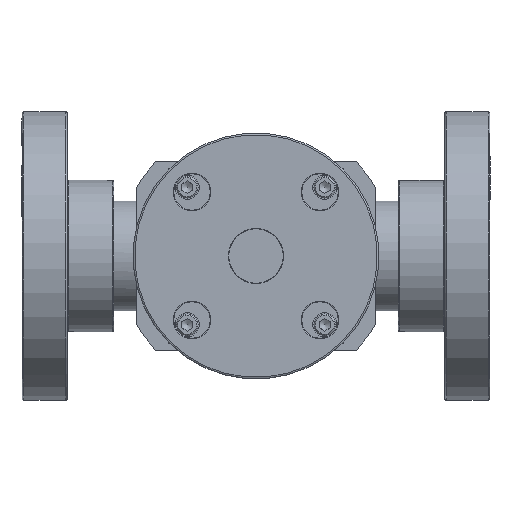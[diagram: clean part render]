
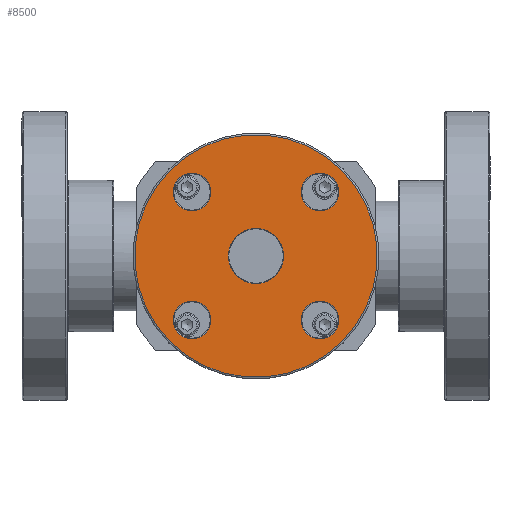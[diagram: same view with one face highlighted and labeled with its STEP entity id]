
A CAD part, front view. The second image highlights one B-rep face of the part: STEP entity #8500.
In plain terms, the highlighted planar face has unit normal (0, -1, 0).
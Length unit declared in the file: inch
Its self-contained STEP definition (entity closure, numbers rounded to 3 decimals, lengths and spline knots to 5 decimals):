
#8394=CARTESIAN_POINT('',(-1.48139,-1.843,1.48139));
#8395=VERTEX_POINT('',#8394);
#8396=CARTESIAN_POINT('',(0.,-1.843,0.));
#8397=DIRECTION('',(0.,1.0,0.));
#8398=DIRECTION('',(0.707,0.,-0.707));
#8399=AXIS2_PLACEMENT_3D('',#8396,#8397,#8398);
#8400=CIRCLE('',#8399,2.095);
#8401=EDGE_CURVE('',#8395,#8395,#8400,.T.);
#8437=CARTESIAN_POINT('',(-0.91676,-1.843,0.91676));
#8438=DIRECTION('',(0.0,-1.0,0.0));
#8439=DIRECTION('',(0.707,0.0,0.707));
#8440=AXIS2_PLACEMENT_3D('',#8437,#8438,#8439);
#8441=PLANE('',#8440);
#8442=ORIENTED_EDGE('',*,*,#8401,.F.);
#8443=EDGE_LOOP('',(#8442));
#8444=FACE_OUTER_BOUND('',#8443,.T.);
#8445=CARTESIAN_POINT('',(0.87504,-1.843,1.33466));
#8446=VERTEX_POINT('',#8445);
#8447=CARTESIAN_POINT('',(1.10485,-1.843,1.10485));
#8448=DIRECTION('',(0.,-1.0,0.));
#8449=DIRECTION('',(0.707,0.,-0.707));
#8450=AXIS2_PLACEMENT_3D('',#8447,#8448,#8449);
#8451=CIRCLE('',#8450,0.325);
#8452=EDGE_CURVE('',#8446,#8446,#8451,.T.);
#8453=ORIENTED_EDGE('',*,*,#8452,.F.);
#8454=EDGE_LOOP('',(#8453));
#8455=FACE_BOUND('',#8454,.T.);
#8456=CARTESIAN_POINT('',(1.33466,-1.843,-0.87504));
#8457=VERTEX_POINT('',#8456);
#8458=CARTESIAN_POINT('',(1.10485,-1.843,-1.10485));
#8459=DIRECTION('',(0.,-1.0,0.));
#8460=DIRECTION('',(-0.707,0.,-0.707));
#8461=AXIS2_PLACEMENT_3D('',#8458,#8459,#8460);
#8462=CIRCLE('',#8461,0.325);
#8463=EDGE_CURVE('',#8457,#8457,#8462,.T.);
#8464=ORIENTED_EDGE('',*,*,#8463,.F.);
#8465=EDGE_LOOP('',(#8464));
#8466=FACE_BOUND('',#8465,.T.);
#8467=CARTESIAN_POINT('',(-0.87504,-1.843,-1.33466));
#8468=VERTEX_POINT('',#8467);
#8469=CARTESIAN_POINT('',(-1.10485,-1.843,-1.10485));
#8470=DIRECTION('',(0.,-1.0,0.));
#8471=DIRECTION('',(-0.707,0.,0.707));
#8472=AXIS2_PLACEMENT_3D('',#8469,#8470,#8471);
#8473=CIRCLE('',#8472,0.325);
#8474=EDGE_CURVE('',#8468,#8468,#8473,.T.);
#8475=ORIENTED_EDGE('',*,*,#8474,.F.);
#8476=EDGE_LOOP('',(#8475));
#8477=FACE_BOUND('',#8476,.T.);
#8478=CARTESIAN_POINT('',(-0.338,-1.843,0.338));
#8479=VERTEX_POINT('',#8478);
#8480=CARTESIAN_POINT('',(0.,-1.843,0.));
#8481=DIRECTION('',(0.,-1.0,0.));
#8482=DIRECTION('',(0.707,0.,-0.707));
#8483=AXIS2_PLACEMENT_3D('',#8480,#8481,#8482);
#8484=CIRCLE('',#8483,0.478);
#8485=EDGE_CURVE('',#8479,#8479,#8484,.T.);
#8486=ORIENTED_EDGE('',*,*,#8485,.F.);
#8487=EDGE_LOOP('',(#8486));
#8488=FACE_BOUND('',#8487,.T.);
#8489=CARTESIAN_POINT('',(-1.33466,-1.843,0.87504));
#8490=VERTEX_POINT('',#8489);
#8491=CARTESIAN_POINT('',(-1.10485,-1.843,1.10485));
#8492=DIRECTION('',(0.,-1.0,0.));
#8493=DIRECTION('',(0.707,0.,0.707));
#8494=AXIS2_PLACEMENT_3D('',#8491,#8492,#8493);
#8495=CIRCLE('',#8494,0.325);
#8496=EDGE_CURVE('',#8490,#8490,#8495,.T.);
#8497=ORIENTED_EDGE('',*,*,#8496,.F.);
#8498=EDGE_LOOP('',(#8497));
#8499=FACE_BOUND('',#8498,.T.);
#8500=ADVANCED_FACE('',(#8444,#8455,#8466,#8477,#8488,#8499),#8441,.T.);
